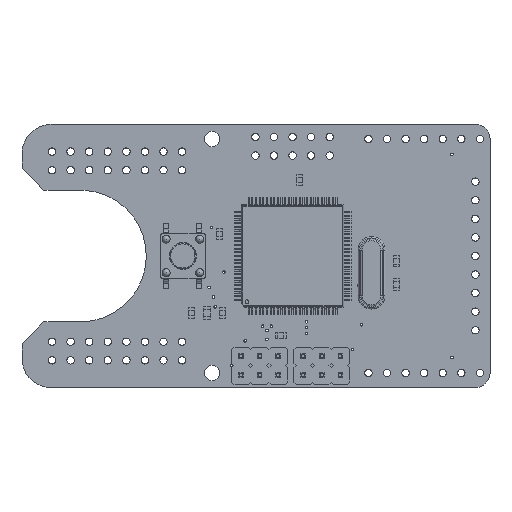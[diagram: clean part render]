
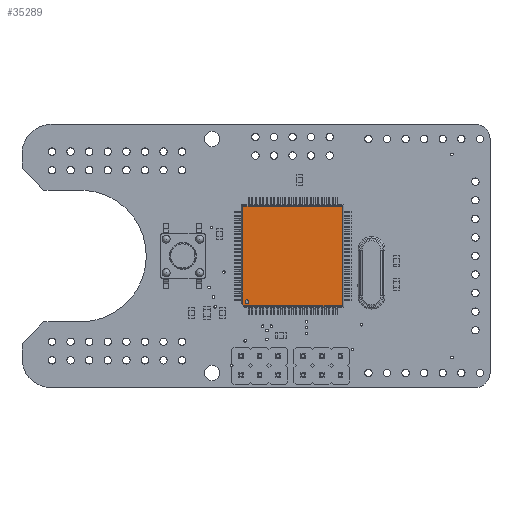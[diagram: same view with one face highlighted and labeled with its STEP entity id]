
A CAD part, top view. The second image highlights one B-rep face of the part: STEP entity #35289.
In plain terms, the highlighted planar face has unit normal (0, 0, 1).
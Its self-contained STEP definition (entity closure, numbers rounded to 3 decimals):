
#798=FACE_BOUND('',#5508,.T.);
#1562=PLANE('',#38404);
#3370=FACE_OUTER_BOUND('',#5507,.T.);
#5507=EDGE_LOOP('',(#28651,#28652,#28653,#28654,#28655));
#5508=EDGE_LOOP('',(#28656));
#8959=LINE('',#57224,#12781);
#8960=LINE('',#57226,#12782);
#8961=LINE('',#57228,#12783);
#8962=LINE('',#57230,#12784);
#8963=LINE('',#57231,#12785);
#12781=VECTOR('',#46711,1000.);
#12782=VECTOR('',#46712,1000.);
#12783=VECTOR('',#46713,1000.);
#12784=VECTOR('',#46714,1000.);
#12785=VECTOR('',#46715,1000.);
#14114=CIRCLE('',#36555,0.25);
#15386=VERTEX_POINT('',#50510);
#17725=VERTEX_POINT('',#57222);
#17726=VERTEX_POINT('',#57223);
#17727=VERTEX_POINT('',#57225);
#17728=VERTEX_POINT('',#57227);
#17729=VERTEX_POINT('',#57229);
#18781=EDGE_CURVE('',#15386,#15386,#14114,.T.);
#22088=EDGE_CURVE('',#17725,#17726,#8959,.T.);
#22089=EDGE_CURVE('',#17726,#17727,#8960,.T.);
#22090=EDGE_CURVE('',#17727,#17728,#8961,.T.);
#22091=EDGE_CURVE('',#17728,#17729,#8962,.T.);
#22092=EDGE_CURVE('',#17729,#17725,#8963,.T.);
#28651=ORIENTED_EDGE('',*,*,#22088,.T.);
#28652=ORIENTED_EDGE('',*,*,#22089,.T.);
#28653=ORIENTED_EDGE('',*,*,#22090,.T.);
#28654=ORIENTED_EDGE('',*,*,#22091,.T.);
#28655=ORIENTED_EDGE('',*,*,#22092,.T.);
#28656=ORIENTED_EDGE('',*,*,#18781,.F.);
#35289=ADVANCED_FACE('',(#3370,#798),#1562,.T.);
#36555=AXIS2_PLACEMENT_3D('',#50512,#40489,#40490);
#38404=AXIS2_PLACEMENT_3D('',#57221,#46709,#46710);
#40489=DIRECTION('center_axis',(0.,0.,
1.));
#40490=DIRECTION('ref_axis',(-1.,0.,0.));
#46709=DIRECTION('center_axis',(0.,0.,
1.));
#46710=DIRECTION('ref_axis',(-1.,0.,0.));
#46711=DIRECTION('',(-1.,0.,0.));
#46712=DIRECTION('',(-0.707,-0.707,0.));
#46713=DIRECTION('',(0.,-1.,0.));
#46714=DIRECTION('',(1.,0.,0.));
#46715=DIRECTION('',(0.,1.,0.));
#50510=CARTESIAN_POINT('',(-6.,6.25,1.2));
#50512=CARTESIAN_POINT('Origin',(-6.25,6.25,1.2));
#57221=CARTESIAN_POINT('Origin',(0.,0.,
1.2));
#57222=CARTESIAN_POINT('',(6.779,6.779,1.2));
#57223=CARTESIAN_POINT('',(-6.58,6.779,1.2));
#57224=CARTESIAN_POINT('',(0.,6.779,1.2));
#57225=CARTESIAN_POINT('',(-6.779,6.58,1.2));
#57226=CARTESIAN_POINT('',(-6.708,6.651,1.2));
#57227=CARTESIAN_POINT('',(-6.779,-6.779,1.2));
#57228=CARTESIAN_POINT('',(-6.779,0.,1.2));
#57229=CARTESIAN_POINT('',(6.779,-6.779,1.2));
#57230=CARTESIAN_POINT('',(0.,-6.779,1.2));
#57231=CARTESIAN_POINT('',(6.779,0.,1.2));
